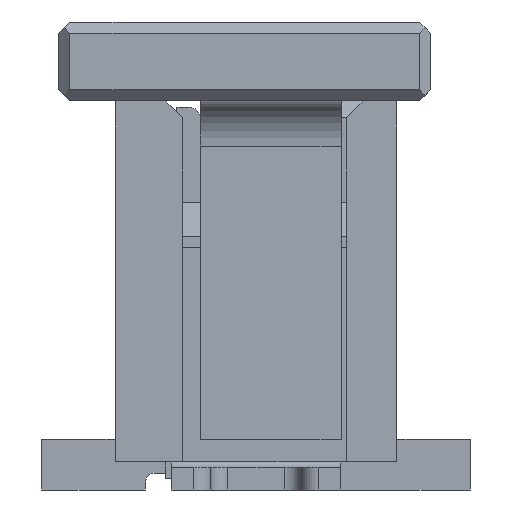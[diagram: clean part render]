
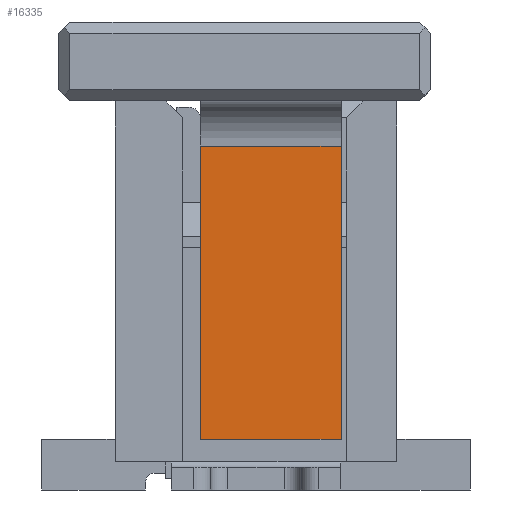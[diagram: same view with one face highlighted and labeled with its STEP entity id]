
A CAD part, left-side view. The second image highlights one B-rep face of the part: STEP entity #16335.
In plain terms, the highlighted planar face has unit normal (-1, 0, 0).
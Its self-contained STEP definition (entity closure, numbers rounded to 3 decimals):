
#3352=DIRECTION('',(0.,0.,-1.));
#3353=VECTOR('',#3352,2.6);
#3354=CARTESIAN_POINT('',(-5.15,0.495,-0.4));
#3355=LINE('',#3354,#3353);
#5260=DIRECTION('',(0.,0.,-1.));
#5261=VECTOR('',#5260,2.6);
#5262=CARTESIAN_POINT('',(-5.15,-0.755,-0.4));
#5263=LINE('',#5262,#5261);
#5323=DIRECTION('',(0.,-1.,0.));
#5324=VECTOR('',#5323,1.25);
#5325=CARTESIAN_POINT('',(-5.15,0.495,-3.));
#5326=LINE('',#5325,#5324);
#5331=DIRECTION('',(0.,1.,0.));
#5332=VECTOR('',#5331,1.25);
#5333=CARTESIAN_POINT('',(-5.15,-0.755,-0.4));
#5334=LINE('',#5333,#5332);
#8568=CARTESIAN_POINT('',(-5.15,0.495,-0.4));
#8569=CARTESIAN_POINT('',(-5.15,0.495,-3.));
#8570=VERTEX_POINT('',#8568);
#8571=VERTEX_POINT('',#8569);
#8638=CARTESIAN_POINT('',(-5.15,-0.755,-0.4));
#8639=CARTESIAN_POINT('',(-5.15,-0.755,-3.));
#8640=VERTEX_POINT('',#8638);
#8641=VERTEX_POINT('',#8639);
#16323=CARTESIAN_POINT('',(-5.15,-0.03,-0.4));
#16324=DIRECTION('',(-1.,0.,0.));
#16325=DIRECTION('',(0.,0.,-1.));
#16326=AXIS2_PLACEMENT_3D('',#16323,#16324,#16325);
#16327=PLANE('',#16326);
#16329=ORIENTED_EDGE('',*,*,#16328,.F.);
#16330=ORIENTED_EDGE('',*,*,#16212,.T.);
#16331=ORIENTED_EDGE('',*,*,#16315,.F.);
#16332=ORIENTED_EDGE('',*,*,#13137,.F.);
#16333=EDGE_LOOP('',(#16329,#16330,#16331,#16332));
#16334=FACE_OUTER_BOUND('',#16333,.F.);
#13137=EDGE_CURVE('',#8570,#8571,#3355,.T.);
#16212=EDGE_CURVE('',#8640,#8641,#5263,.T.);
#16315=EDGE_CURVE('',#8571,#8641,#5326,.T.);
#16328=EDGE_CURVE('',#8640,#8570,#5334,.T.);
#16335=ADVANCED_FACE('',(#16334),#16327,.T.);
